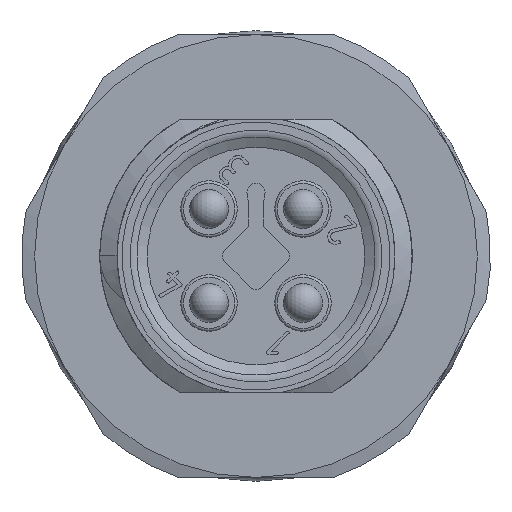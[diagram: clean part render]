
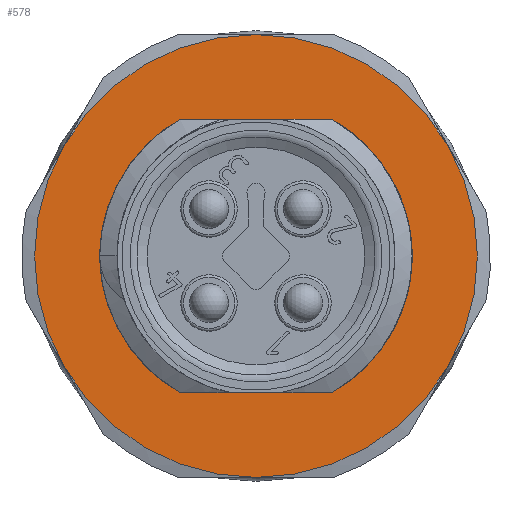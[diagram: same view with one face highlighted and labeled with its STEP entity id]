
A CAD part, left-side view. The second image highlights one B-rep face of the part: STEP entity #578.
In plain terms, the highlighted planar face has unit normal (-1, 0, 0).
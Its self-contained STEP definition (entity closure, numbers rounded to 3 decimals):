
#578=ADVANCED_FACE('',(#1533,#1534),#789,.T.);
#789=PLANE('',#5002);
#920=LINE('',#7147,#1191);
#975=LINE('',#9881,#1246);
#1191=VECTOR('',#5434,1.);
#1246=VECTOR('',#5571,1.);
#1430=CIRCLE('',#4989,6.);
#1433=CIRCLE('',#4995,5.334);
#1434=CIRCLE('',#4996,8.5);
#1435=CIRCLE('',#4997,8.5);
#1436=CIRCLE('',#4998,8.5);
#1437=CIRCLE('',#4999,8.5);
#1438=CIRCLE('',#5000,8.5);
#1439=CIRCLE('',#5001,8.5);
#1533=FACE_BOUND('',#1727,.T.);
#1534=FACE_BOUND('',#1728,.T.);
#1727=EDGE_LOOP('',(#2445,#2446,#2447,#2448,#2449,#2450,#2451,#2452));
#1728=EDGE_LOOP('',(#2453,#2454,#2455,#2456,#2457,#2458));
#2445=ORIENTED_EDGE('',*,*,#4117,.T.);
#2446=ORIENTED_EDGE('',*,*,#4128,.F.);
#2447=ORIENTED_EDGE('',*,*,#3991,.T.);
#2448=ORIENTED_EDGE('',*,*,#4037,.F.);
#2449=ORIENTED_EDGE('',*,*,#4129,.T.);
#2450=ORIENTED_EDGE('',*,*,#4039,.F.);
#2451=ORIENTED_EDGE('',*,*,#4130,.T.);
#2452=ORIENTED_EDGE('',*,*,#4131,.F.);
#2453=ORIENTED_EDGE('',*,*,#4132,.T.);
#2454=ORIENTED_EDGE('',*,*,#4133,.T.);
#2455=ORIENTED_EDGE('',*,*,#4134,.T.);
#2456=ORIENTED_EDGE('',*,*,#4135,.T.);
#2457=ORIENTED_EDGE('',*,*,#4136,.T.);
#2458=ORIENTED_EDGE('',*,*,#4137,.T.);
#3477=VERTEX_POINT('',#7146);
#3478=VERTEX_POINT('',#7148);
#3517=VERTEX_POINT('',#8655);
#3518=VERTEX_POINT('',#9083);
#3520=VERTEX_POINT('',#9089);
#3576=VERTEX_POINT('',#9843);
#3578=VERTEX_POINT('',#9852);
#3583=VERTEX_POINT('',#9882);
#3584=VERTEX_POINT('',#9890);
#3585=VERTEX_POINT('',#9891);
#3586=VERTEX_POINT('',#9893);
#3587=VERTEX_POINT('',#9895);
#3588=VERTEX_POINT('',#9897);
#3589=VERTEX_POINT('',#9899);
#3991=EDGE_CURVE('',#3478,#3477,#920,.T.);
#4037=EDGE_CURVE('',#3517,#3477,#4608,.T.);
#4039=EDGE_CURVE('',#3518,#3520,#4610,.T.);
#4117=EDGE_CURVE('',#3576,#3578,#1430,.T.);
#4128=EDGE_CURVE('',#3478,#3578,#4651,.T.);
#4129=EDGE_CURVE('',#3517,#3520,#1433,.T.);
#4130=EDGE_CURVE('',#3518,#3583,#975,.T.);
#4131=EDGE_CURVE('',#3576,#3583,#4652,.T.);
#4132=EDGE_CURVE('',#3584,#3585,#1434,.T.);
#4133=EDGE_CURVE('',#3585,#3586,#1435,.T.);
#4134=EDGE_CURVE('',#3586,#3587,#1436,.T.);
#4135=EDGE_CURVE('',#3587,#3588,#1437,.T.);
#4136=EDGE_CURVE('',#3588,#3589,#1438,.T.);
#4137=EDGE_CURVE('',#3589,#3584,#1439,.T.);
#4608=B_SPLINE_CURVE_WITH_KNOTS('',3,(#8656,#8657,#8658,#8659),
 .UNSPECIFIED.,.F.,.F.,(4,4),(0.,1.),.UNSPECIFIED.);
#4610=B_SPLINE_CURVE_WITH_KNOTS('',3,(#9085,#9086,#9087,#9088),
 .UNSPECIFIED.,.F.,.F.,(4,4),(0.,1.),.UNSPECIFIED.);
#4651=B_SPLINE_CURVE_WITH_KNOTS('',3,(#9876,#9877,#9878,#9879),
 .UNSPECIFIED.,.F.,.F.,(4,4),(0.,1.),.UNSPECIFIED.);
#4652=B_SPLINE_CURVE_WITH_KNOTS('',3,(#9883,#9884,#9885,#9886,#9887,#9888),
 .UNSPECIFIED.,.F.,.F.,(4,2,4),(0.,0.5,1.),.UNSPECIFIED.);
#4989=AXIS2_PLACEMENT_3D('',#9853,#5550,#5551);
#4995=AXIS2_PLACEMENT_3D('',#9880,#5569,#5570);
#4996=AXIS2_PLACEMENT_3D('',#9889,#5572,#5573);
#4997=AXIS2_PLACEMENT_3D('',#9892,#5574,#5575);
#4998=AXIS2_PLACEMENT_3D('',#9894,#5576,#5577);
#4999=AXIS2_PLACEMENT_3D('',#9896,#5578,#5579);
#5000=AXIS2_PLACEMENT_3D('',#9898,#5580,#5581);
#5001=AXIS2_PLACEMENT_3D('',#9900,#5582,#5583);
#5002=AXIS2_PLACEMENT_3D('',#9901,#5584,#5585);
#5434=DIRECTION('',(0.,1.,0.));
#5550=DIRECTION('',(1.,0.,0.));
#5551=DIRECTION('',(0.,0.,1.));
#5569=DIRECTION('',(1.,0.,0.));
#5570=DIRECTION('',(0.,0.,1.));
#5571=DIRECTION('',(0.,-1.,0.));
#5572=DIRECTION('',(-1.,0.,0.));
#5573=DIRECTION('',(0.,0.,1.));
#5574=DIRECTION('',(-1.,0.,0.));
#5575=DIRECTION('',(0.,0.,1.));
#5576=DIRECTION('',(-1.,0.,0.));
#5577=DIRECTION('',(0.,0.,1.));
#5578=DIRECTION('',(-1.,0.,0.));
#5579=DIRECTION('',(0.,0.,1.));
#5580=DIRECTION('',(-1.,0.,0.));
#5581=DIRECTION('',(0.,0.,1.));
#5582=DIRECTION('',(-1.,0.,0.));
#5583=DIRECTION('',(0.,0.,1.));
#5584=DIRECTION('',(-1.,0.,0.));
#5585=DIRECTION('',(0.,0.,1.));
#7146=CARTESIAN_POINT('',(10.,1.995,-5.25));
#7147=CARTESIAN_POINT('',(10.,-5.,-5.25));
#7148=CARTESIAN_POINT('',(10.,-2.561,-5.25));
#8655=CARTESIAN_POINT('',(10.,5.244,-0.978));
#8656=CARTESIAN_POINT('',(10.,5.244,-0.978));
#8657=CARTESIAN_POINT('',(10.,4.995,-2.844));
#8658=CARTESIAN_POINT('',(10.,3.712,-4.5));
#8659=CARTESIAN_POINT('',(10.,1.995,-5.25));
#9083=CARTESIAN_POINT('',(10.,1.516,5.25));
#9085=CARTESIAN_POINT('',(10.,1.516,5.25));
#9086=CARTESIAN_POINT('',(10.,2.316,4.975));
#9087=CARTESIAN_POINT('',(10.,3.053,4.51));
#9088=CARTESIAN_POINT('',(10.,3.647,3.893));
#9089=CARTESIAN_POINT('',(10.,3.647,3.893));
#9843=CARTESIAN_POINT('',(10.,-5.975,-0.546));
#9852=CARTESIAN_POINT('',(10.,-5.138,-3.098));
#9853=CARTESIAN_POINT('',(10.,0.,0.));
#9876=CARTESIAN_POINT('',(10.,-2.561,-5.25));
#9877=CARTESIAN_POINT('',(10.,-3.598,-4.803));
#9878=CARTESIAN_POINT('',(10.,-4.505,-4.047));
#9879=CARTESIAN_POINT('',(10.,-5.138,-3.098));
#9880=CARTESIAN_POINT('',(10.,0.,0.));
#9881=CARTESIAN_POINT('',(10.,5.,5.25));
#9882=CARTESIAN_POINT('',(10.,-2.076,5.25));
#9883=CARTESIAN_POINT('',(10.,-5.975,-0.546));
#9884=CARTESIAN_POINT('',(10.,-6.032,0.709));
#9885=CARTESIAN_POINT('',(10.,-5.68,1.972));
#9886=CARTESIAN_POINT('',(10.,-4.3,4.038));
#9887=CARTESIAN_POINT('',(10.,-3.252,4.85));
#9888=CARTESIAN_POINT('',(10.,-2.076,5.25));
#9889=CARTESIAN_POINT('',(10.,0.,0.));
#9890=CARTESIAN_POINT('',(10.,-7.361,4.25));
#9891=CARTESIAN_POINT('',(10.,0.,8.5));
#9892=CARTESIAN_POINT('',(10.,0.,0.));
#9893=CARTESIAN_POINT('',(10.,7.361,4.25));
#9894=CARTESIAN_POINT('',(10.,0.,0.));
#9895=CARTESIAN_POINT('',(10.,7.361,-4.25));
#9896=CARTESIAN_POINT('',(10.,0.,0.));
#9897=CARTESIAN_POINT('',(10.,0.,-8.5));
#9898=CARTESIAN_POINT('',(10.,0.,0.));
#9899=CARTESIAN_POINT('',(10.,-7.361,-4.25));
#9900=CARTESIAN_POINT('',(10.,0.,0.));
#9901=CARTESIAN_POINT('',(10.,0.,0.));
